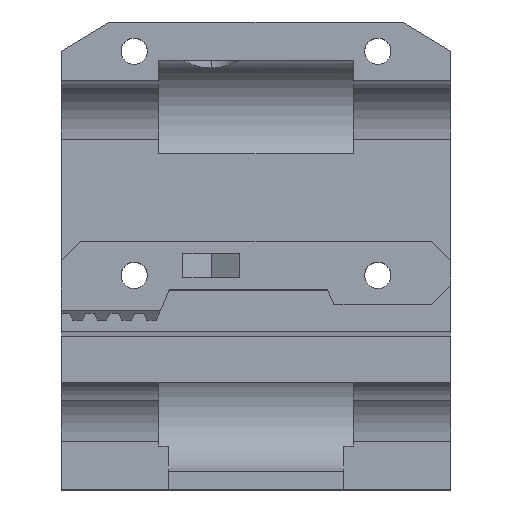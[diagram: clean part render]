
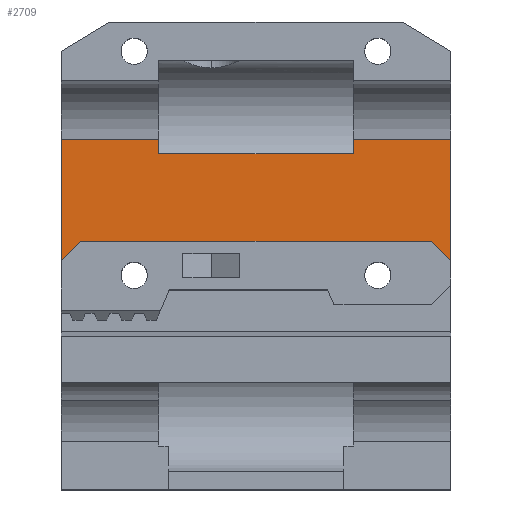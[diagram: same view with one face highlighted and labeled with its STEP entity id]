
A CAD part, top view. The second image highlights one B-rep face of the part: STEP entity #2709.
In plain terms, the highlighted planar face has unit normal (0, 0, 1).
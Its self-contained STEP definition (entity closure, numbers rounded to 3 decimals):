
#921 = CARTESIAN_POINT ( 'NONE',  ( 10., -10., 4. ) ) ;
#922 = LINE ( 'NONE', #921, #1246 ) ;
#1232 = DIRECTION ( 'NONE',  ( 0., 1., 0. ) ) ;
#1246 = VECTOR ( 'NONE', #1232, 1000. ) ;
#1649 = CARTESIAN_POINT ( 'NONE',  ( 10., 26., 4. ) ) ;
#1770 = LINE ( 'NONE', #1828, #1827 ) ;
#1792 = CARTESIAN_POINT ( 'NONE',  ( 0., 26., 4. ) ) ;
#1826 = DIRECTION ( 'NONE',  ( -1., 0., 0. ) ) ;
#1827 = VECTOR ( 'NONE', #1826, 1000. ) ;
#1828 = CARTESIAN_POINT ( 'NONE',  ( 0., 26., 4. ) ) ;
#1878 = DIRECTION ( 'NONE',  ( 0., 1., 0. ) ) ;
#1879 = VECTOR ( 'NONE', #1878, 1000. ) ;
#1880 = CARTESIAN_POINT ( 'NONE',  ( 40., -10., 4. ) ) ;
#1884 = LINE ( 'NONE', #1880, #1879 ) ;
#1924 = CARTESIAN_POINT ( 'NONE',  ( 40., 13.5, 4. ) ) ;
#1959 = CARTESIAN_POINT ( 'NONE',  ( 40., 26., 4. ) ) ;
#1976 = DIRECTION ( 'NONE',  ( 0., 1., 0. ) ) ;
#1977 = VECTOR ( 'NONE', #1976, 1000. ) ;
#1978 = CARTESIAN_POINT ( 'NONE',  ( 30., -10., 4. ) ) ;
#1980 = LINE ( 'NONE', #1978, #1977 ) ;
#1981 = DIRECTION ( 'NONE',  ( 0., -1., 0. ) ) ;
#1982 = VECTOR ( 'NONE', #1981, 1000. ) ;
#1983 = CARTESIAN_POINT ( 'NONE',  ( 0., -10., 4. ) ) ;
#1984 = LINE ( 'NONE', #1983, #1982 ) ;
#1985 = CARTESIAN_POINT ( 'NONE',  ( 30., 24.506, 4. ) ) ;
#2003 = DIRECTION ( 'NONE',  ( 1., 0., 0. ) ) ;
#2005 = DIRECTION ( 'NONE',  ( 0., 0., 1. ) ) ;
#2009 = CARTESIAN_POINT ( 'NONE',  ( 30., 26., 4. ) ) ;
#2012 = CARTESIAN_POINT ( 'NONE',  ( 2., 15.5, 4. ) ) ;
#2016 = AXIS2_PLACEMENT_3D ( 'NONE', #2029, #2005, #2003 ) ;
#2020 = FACE_OUTER_BOUND ( 'NONE', #2730, .T. ) ;
#2021 = DIRECTION ( 'NONE',  ( 0.707, 0.707, 0. ) ) ;
#2022 = VECTOR ( 'NONE', #2021, 1000. ) ;
#2023 = CARTESIAN_POINT ( 'NONE',  ( 2., 15.5, 4. ) ) ;
#2024 = LINE ( 'NONE', #2023, #2022 ) ;
#2028 = CARTESIAN_POINT ( 'NONE',  ( 10., 24.506, 4. ) ) ;
#2029 = CARTESIAN_POINT ( 'NONE',  ( 40., -10., 4. ) ) ;
#2035 = PLANE ( 'NONE',  #2016 ) ;
#2041 = DIRECTION ( 'NONE',  ( -1., 0., 0. ) ) ;
#2044 = VECTOR ( 'NONE', #2041, 1000. ) ;
#2051 = DIRECTION ( 'NONE',  ( -1., 0., 0. ) ) ;
#2052 = VECTOR ( 'NONE', #2051, 1000. ) ;
#2053 = CARTESIAN_POINT ( 'NONE',  ( 30., 24.506, 4. ) ) ;
#2055 = CARTESIAN_POINT ( 'NONE',  ( 40., 15.5, 4. ) ) ;
#2056 = LINE ( 'NONE', #2055, #2044 ) ;
#2059 = CARTESIAN_POINT ( 'NONE',  ( 0., 13.5, 4. ) ) ;
#2067 = LINE ( 'NONE', #2053, #2052 ) ;
#2070 = CARTESIAN_POINT ( 'NONE',  ( 38., 15.5, 4. ) ) ;
#2093 = DIRECTION ( 'NONE',  ( 0.707, -0.707, 0. ) ) ;
#2095 = VECTOR ( 'NONE', #2093, 1000. ) ;
#2096 = CARTESIAN_POINT ( 'NONE',  ( 40., 13.5, 4. ) ) ;
#2097 = LINE ( 'NONE', #2096, #2095 ) ;
#2135 = DIRECTION ( 'NONE',  ( -1., 0., 0. ) ) ;
#2137 = VECTOR ( 'NONE', #2135, 1000. ) ;
#2168 = CARTESIAN_POINT ( 'NONE',  ( 0., 26., 4. ) ) ;
#2169 = LINE ( 'NONE', #2168, #2137 ) ;
#2533 = VERTEX_POINT ( 'NONE', #1649 ) ;
#2596 = EDGE_CURVE ( 'NONE', #2533, #2597, #1770, .T. ) ;
#2597 = VERTEX_POINT ( 'NONE', #1792 ) ;
#2645 = EDGE_CURVE ( 'NONE', #2654, #2672, #1884, .T. ) ;
#2654 = VERTEX_POINT ( 'NONE', #1924 ) ;
#2663 = ORIENTED_EDGE ( 'NONE', *, *, #2752, .T. ) ;
#2672 = VERTEX_POINT ( 'NONE', #1959 ) ;
#2691 = EDGE_CURVE ( 'NONE', #2597, #2725, #1984, .T. ) ;
#2692 = EDGE_CURVE ( 'NONE', #2695, #2715, #1980, .T. ) ;
#2695 = VERTEX_POINT ( 'NONE', #1985 ) ;
#2702 = EDGE_CURVE ( 'NONE', #2725, #2714, #2024, .T. ) ;
#2703 = ORIENTED_EDGE ( 'NONE', *, *, #2702, .T. ) ;
#2705 = ORIENTED_EDGE ( 'NONE', *, *, #2596, .T. ) ;
#2709 = ADVANCED_FACE ( 'NONE', ( #2020 ), #2035, .T. ) ;
#2713 = VERTEX_POINT ( 'NONE', #2028 ) ;
#2714 = VERTEX_POINT ( 'NONE', #2012 ) ;
#2715 = VERTEX_POINT ( 'NONE', #2009 ) ;
#2717 = EDGE_CURVE ( 'NONE', #2713, #2533, #922, .T. ) ;
#2718 = ORIENTED_EDGE ( 'NONE', *, *, #2717, .T. ) ;
#2724 = EDGE_CURVE ( 'NONE', #2695, #2713, #2067, .T. ) ;
#2725 = VERTEX_POINT ( 'NONE', #2059 ) ;
#2726 = ORIENTED_EDGE ( 'NONE', *, *, #2692, .F. ) ;
#2728 = VERTEX_POINT ( 'NONE', #2070 ) ;
#2730 = EDGE_LOOP ( 'NONE', ( #2726, #2754, #2718, #2705, #2743, #2703, #2753, #2663, #2751, #2768 ) ) ;
#2732 = EDGE_CURVE ( 'NONE', #2728, #2714, #2056, .T. ) ;
#2743 = ORIENTED_EDGE ( 'NONE', *, *, #2691, .T. ) ;
#2751 = ORIENTED_EDGE ( 'NONE', *, *, #2645, .T. ) ;
#2752 = EDGE_CURVE ( 'NONE', #2728, #2654, #2097, .T. ) ;
#2753 = ORIENTED_EDGE ( 'NONE', *, *, #2732, .F. ) ;
#2754 = ORIENTED_EDGE ( 'NONE', *, *, #2724, .T. ) ;
#2768 = ORIENTED_EDGE ( 'NONE', *, *, #2773, .T. ) ;
#2773 = EDGE_CURVE ( 'NONE', #2672, #2715, #2169, .T. ) ;
